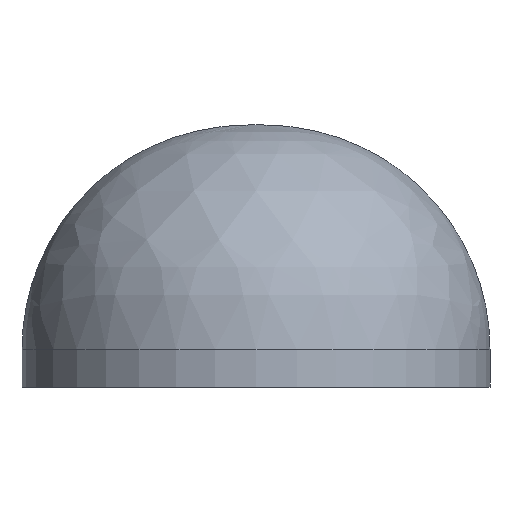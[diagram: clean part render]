
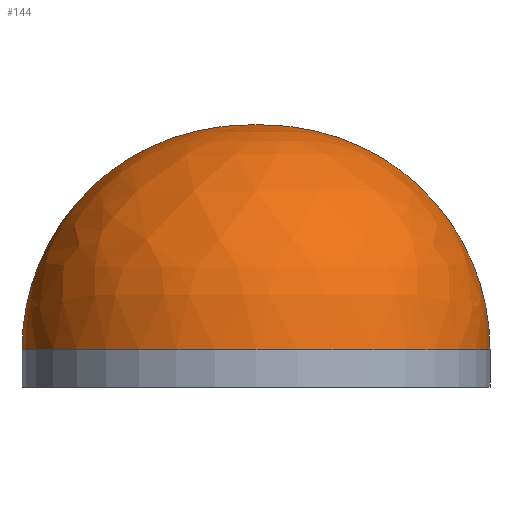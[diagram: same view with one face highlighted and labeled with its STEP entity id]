
A CAD part, front view. The second image highlights one B-rep face of the part: STEP entity #144.
In plain terms, the highlighted free-form (B-spline) face has degree [2, 2] with [3, 5] control points.
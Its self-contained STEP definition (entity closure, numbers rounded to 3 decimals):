
#19=(
BOUNDED_SURFACE()
B_SPLINE_SURFACE(2,2,((#309,#310,#311,#312,#313),(#314,#315,#316,#317,#318),
(#319,#320,#321,#322,#323)),.UNSPECIFIED.,.F.,.F.,.F.)
B_SPLINE_SURFACE_WITH_KNOTS((3,3),(3,2,3),(0.,1.571),
(-3.142,-1.571,0.),.UNSPECIFIED.)
GEOMETRIC_REPRESENTATION_ITEM()
RATIONAL_B_SPLINE_SURFACE(((1.,0.707,1.,0.707,1.),
(0.707,0.5,0.707,0.5,0.707),(1.,0.707,
1.,0.707,1.)))
REPRESENTATION_ITEM('')
SURFACE()
);
#20=B_SPLINE_CURVE_WITH_KNOTS('',3,(#290,#291,#292,#293,#294,#295,#296,
#297,#298,#299,#300,#301,#302,#303,#304,#305,#306,#307),.UNSPECIFIED.,.F.,
 .F.,(4,2,2,2,2,2,2,2,4),(-0.495,-0.495,-0.478,
-0.455,-0.409,-0.351,-0.233,
-0.116,0.),.UNSPECIFIED.);
#21=B_SPLINE_CURVE_WITH_KNOTS('',3,(#327,#328,#329,#330,#331,#332,#333,
#334,#335,#336,#337,#338,#339,#340,#341,#342,#343,#344),.UNSPECIFIED.,.F.,
 .F.,(4,2,2,2,2,2,2,2,4),(-0.001,0.,0.012,0.03,
0.064,0.108,0.197,0.285,
0.372),.UNSPECIFIED.);
#48=FACE_OUTER_BOUND('',#58,.T.);
#58=EDGE_LOOP('',(#110,#111,#112,#113));
#67=CIRCLE('',#170,0.125);
#68=CIRCLE('',#171,3.125);
#76=VERTEX_POINT('',#287);
#77=VERTEX_POINT('',#289);
#78=VERTEX_POINT('',#324);
#79=VERTEX_POINT('',#326);
#88=EDGE_CURVE('',#76,#77,#20,.T.);
#90=EDGE_CURVE('',#76,#78,#67,.T.);
#91=EDGE_CURVE('',#78,#79,#21,.T.);
#92=EDGE_CURVE('',#79,#77,#68,.T.);
#110=ORIENTED_EDGE('',*,*,#90,.T.);
#111=ORIENTED_EDGE('',*,*,#91,.T.);
#112=ORIENTED_EDGE('',*,*,#92,.T.);
#113=ORIENTED_EDGE('',*,*,#88,.F.);
#144=ADVANCED_FACE('',(#48),#19,.F.);
#170=AXIS2_PLACEMENT_3D('',#325,#193,#194);
#171=AXIS2_PLACEMENT_3D('',#345,#195,#196);
#193=DIRECTION('center_axis',(0.,0.,-1.));
#194=DIRECTION('ref_axis',(0.,-1.,0.));
#195=DIRECTION('center_axis',(0.,0.,1.));
#196=DIRECTION('ref_axis',(0.,-1.,0.));
#287=CARTESIAN_POINT('',(0.059,-0.11,3.5));
#289=CARTESIAN_POINT('',(3.125,0.,0.5));
#290=CARTESIAN_POINT('Ctrl Pts',(0.059,-0.11,
3.5));
#291=CARTESIAN_POINT('Ctrl Pts',(0.061,-0.111,
3.5));
#292=CARTESIAN_POINT('Ctrl Pts',(0.063,-0.112,
3.5));
#293=CARTESIAN_POINT('Ctrl Pts',(0.103,-0.129,3.5));
#294=CARTESIAN_POINT('Ctrl Pts',(0.145,-0.14,3.499));
#295=CARTESIAN_POINT('Ctrl Pts',(0.242,-0.161,3.496));
#296=CARTESIAN_POINT('Ctrl Pts',(0.302,-0.17,3.492));
#297=CARTESIAN_POINT('Ctrl Pts',(0.477,-0.188,3.477));
#298=CARTESIAN_POINT('Ctrl Pts',(0.611,-0.193,3.459));
#299=CARTESIAN_POINT('Ctrl Pts',(0.949,-0.194,3.385));
#300=CARTESIAN_POINT('Ctrl Pts',(1.134,-0.186,3.326));
#301=CARTESIAN_POINT('Ctrl Pts',(1.672,-0.156,3.096));
#302=CARTESIAN_POINT('Ctrl Pts',(1.997,-0.125,2.874));
#303=CARTESIAN_POINT('Ctrl Pts',(2.542,-0.07,2.318));
#304=CARTESIAN_POINT('Ctrl Pts',(2.757,-0.044,1.991));
#305=CARTESIAN_POINT('Ctrl Pts',(3.05,-0.009,
1.272));
#306=CARTESIAN_POINT('Ctrl Pts',(3.125,0.,0.888));
#307=CARTESIAN_POINT('Ctrl Pts',(3.125,0.,0.5));
#309=CARTESIAN_POINT('Ctrl Pts',(-3.125,0.,0.5));
#310=CARTESIAN_POINT('Ctrl Pts',(-3.125,-3.125,0.5));
#311=CARTESIAN_POINT('Ctrl Pts',(0.,-3.125,0.5));
#312=CARTESIAN_POINT('Ctrl Pts',(3.125,-3.125,0.5));
#313=CARTESIAN_POINT('Ctrl Pts',(3.125,0.,0.5));
#314=CARTESIAN_POINT('Ctrl Pts',(-3.125,0.,3.5));
#315=CARTESIAN_POINT('Ctrl Pts',(-3.125,-3.125,3.5));
#316=CARTESIAN_POINT('Ctrl Pts',(0.,-3.125,3.5));
#317=CARTESIAN_POINT('Ctrl Pts',(3.125,-3.125,3.5));
#318=CARTESIAN_POINT('Ctrl Pts',(3.125,0.,3.5));
#319=CARTESIAN_POINT('Ctrl Pts',(-0.125,0.,3.5));
#320=CARTESIAN_POINT('Ctrl Pts',(-0.125,-0.125,3.5));
#321=CARTESIAN_POINT('Ctrl Pts',(0.,-0.125,3.5));
#322=CARTESIAN_POINT('Ctrl Pts',(0.125,-0.125,3.5));
#323=CARTESIAN_POINT('Ctrl Pts',(0.125,0.,3.5));
#324=CARTESIAN_POINT('',(-0.059,-0.11,3.5));
#325=CARTESIAN_POINT('Origin',(0.,0.,3.5));
#326=CARTESIAN_POINT('',(-3.125,0.,0.5));
#327=CARTESIAN_POINT('Ctrl Pts',(-0.059,-0.11,
3.5));
#328=CARTESIAN_POINT('Ctrl Pts',(-0.061,-0.111,
3.5));
#329=CARTESIAN_POINT('Ctrl Pts',(-0.063,-0.112,
3.5));
#330=CARTESIAN_POINT('Ctrl Pts',(-0.103,-0.129,3.5));
#331=CARTESIAN_POINT('Ctrl Pts',(-0.145,-0.14,
3.499));
#332=CARTESIAN_POINT('Ctrl Pts',(-0.242,-0.161,
3.496));
#333=CARTESIAN_POINT('Ctrl Pts',(-0.302,-0.17,
3.492));
#334=CARTESIAN_POINT('Ctrl Pts',(-0.477,-0.188,
3.477));
#335=CARTESIAN_POINT('Ctrl Pts',(-0.611,-0.193,
3.459));
#336=CARTESIAN_POINT('Ctrl Pts',(-0.949,-0.194,
3.385));
#337=CARTESIAN_POINT('Ctrl Pts',(-1.134,-0.186,3.326));
#338=CARTESIAN_POINT('Ctrl Pts',(-1.672,-0.156,3.096));
#339=CARTESIAN_POINT('Ctrl Pts',(-1.997,-0.125,2.874));
#340=CARTESIAN_POINT('Ctrl Pts',(-2.542,-0.07,2.318));
#341=CARTESIAN_POINT('Ctrl Pts',(-2.757,-0.044,
1.991));
#342=CARTESIAN_POINT('Ctrl Pts',(-3.05,-0.009,
1.272));
#343=CARTESIAN_POINT('Ctrl Pts',(-3.125,0.,0.888));
#344=CARTESIAN_POINT('Ctrl Pts',(-3.125,0.,0.5));
#345=CARTESIAN_POINT('Origin',(0.,0.,0.5));
